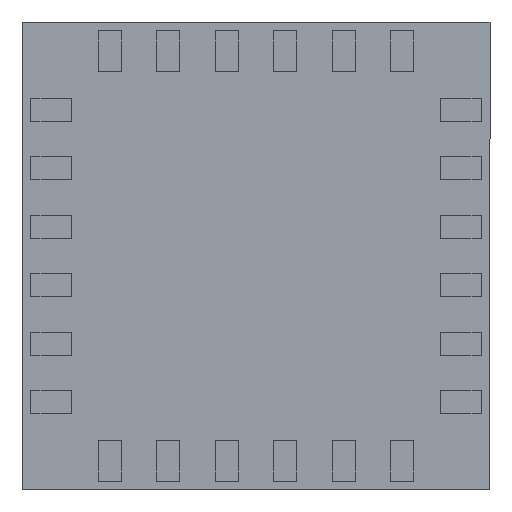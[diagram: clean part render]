
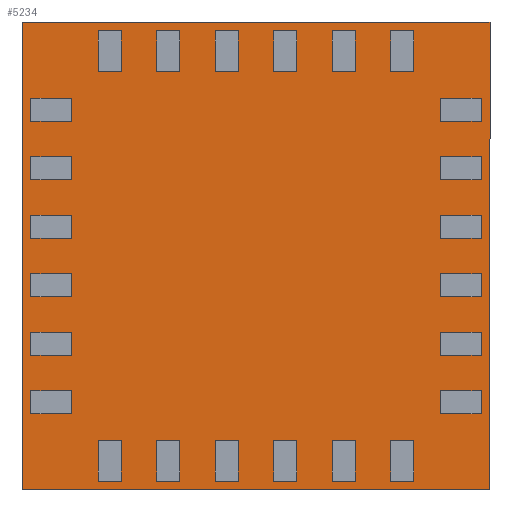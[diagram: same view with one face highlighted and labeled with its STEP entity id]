
A CAD part, front view. The second image highlights one B-rep face of the part: STEP entity #5234.
In plain terms, the highlighted planar face has unit normal (0, -1, 0).
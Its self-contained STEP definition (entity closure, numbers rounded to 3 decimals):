
#11 = EDGE_CURVE ( 'NONE', #2218, #546, #5172, .T. ) ;
#127 = PLANE ( 'NONE',  #1289 ) ;
#159 = VECTOR ( 'NONE', #6314, 1000. ) ;
#173 = LINE ( 'NONE', #5409, #2690 ) ;
#546 = VERTEX_POINT ( 'NONE', #4708 ) ;
#667 = DIRECTION ( 'NONE',  ( 0., 1., 0. ) ) ;
#1059 = EDGE_CURVE ( 'NONE', #6299, #2218, #4162, .T. ) ;
#1289 = AXIS2_PLACEMENT_3D ( 'NONE', #3665, #667, #4158 ) ;
#1478 = CARTESIAN_POINT ( 'NONE',  ( -2., 0.01, 2. ) ) ;
#1563 = EDGE_LOOP ( 'NONE', ( #6067, #6009, #4057, #1625 ) ) ;
#1625 = ORIENTED_EDGE ( 'NONE', *, *, #11, .F. ) ;
#1960 = DIRECTION ( 'NONE',  ( -1., 0., 0. ) ) ;
#1961 = VERTEX_POINT ( 'NONE', #5315 ) ;
#2218 = VERTEX_POINT ( 'NONE', #1478 ) ;
#2690 = VECTOR ( 'NONE', #5920, 1000. ) ;
#2826 = EDGE_CURVE ( 'NONE', #1961, #6299, #3482, .T. ) ;
#3135 = CARTESIAN_POINT ( 'NONE',  ( -2., 0.01, -2. ) ) ;
#3430 = EDGE_CURVE ( 'NONE', #546, #1961, #173, .T. ) ;
#3482 = LINE ( 'NONE', #4449, #4653 ) ;
#3616 = CARTESIAN_POINT ( 'NONE',  ( -2., 0.01, 2. ) ) ;
#3665 = CARTESIAN_POINT ( 'NONE',  ( 0., 0.01, 0. ) ) ;
#3823 = VECTOR ( 'NONE', #5627, 1000. ) ;
#4057 = ORIENTED_EDGE ( 'NONE', *, *, #3430, .F. ) ;
#4158 = DIRECTION ( 'NONE',  ( 0., 0., 1. ) ) ;
#4162 = LINE ( 'NONE', #5297, #159 ) ;
#4253 = FACE_OUTER_BOUND ( 'NONE', #1563, .T. ) ;
#4449 = CARTESIAN_POINT ( 'NONE',  ( -2., 0.01, -2. ) ) ;
#4653 = VECTOR ( 'NONE', #1960, 1000. ) ;
#4708 = CARTESIAN_POINT ( 'NONE',  ( 2., 0.01, 2. ) ) ;
#5172 = LINE ( 'NONE', #3616, #3823 ) ;
#5234 = ADVANCED_FACE ( 'NONE', ( #4253 ), #127, .F. ) ;
#5297 = CARTESIAN_POINT ( 'NONE',  ( -2., 0.01, -2. ) ) ;
#5315 = CARTESIAN_POINT ( 'NONE',  ( 2., 0.01, -2. ) ) ;
#5409 = CARTESIAN_POINT ( 'NONE',  ( 2., 0.01, -2. ) ) ;
#5627 = DIRECTION ( 'NONE',  ( 1., 0., 0. ) ) ;
#5920 = DIRECTION ( 'NONE',  ( 0., 0., -1. ) ) ;
#6009 = ORIENTED_EDGE ( 'NONE', *, *, #2826, .F. ) ;
#6067 = ORIENTED_EDGE ( 'NONE', *, *, #1059, .F. ) ;
#6299 = VERTEX_POINT ( 'NONE', #3135 ) ;
#6314 = DIRECTION ( 'NONE',  ( 0., 0., 1. ) ) ;
